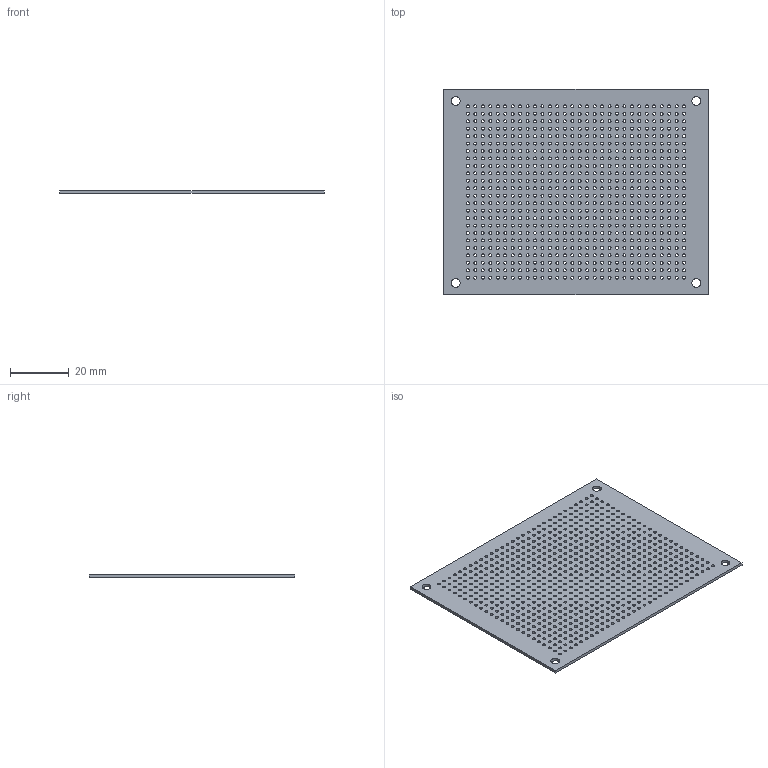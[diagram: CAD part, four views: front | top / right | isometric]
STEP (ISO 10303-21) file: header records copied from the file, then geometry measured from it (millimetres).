
FILE_DESCRIPTION(/* description */ ('STEP AP214'),/* implementation_level */ '2;1');
FILE_NAME(/* name */ '68f9777faa05e6786c12dbdf',/* time_stamp */ '2025-10-23T00:32:00Z',/* author */ (''),/* organization */ (''),/* preprocessor_version */ 'ST-DEVELOPER v20',/* originating_system */ 'ONSHAPE BY PTC INC, 1.205',/* authorisation */ ' ');
FILE_SCHEMA (('AUTOMOTIVE_DESIGN {1 0 10303 214 3 1 1}'));
Length unit declared in the file: metre
Products named in the file (1): Part 1
Bounding box: 90 x 70 x 1 mm (x, y, z)
Volume: 5706.2 mm3; surface area: 14032.1 mm2
Topology: 1 solids, 1 shells, 730 faces, 2184 edges, 1456 vertices
Faces by surface type: cylinder 724, plane 6
Full cylindrical faces by diameter (mm): 1 x720, 3 x4
Entity records: 24802 total; most frequent: DIRECTION 4370, CARTESIAN_POINT 3647, ORIENTED_EDGE 2920, EDGE_LOOP 2902, FACE_BOUND 2902, AXIS2_PLACEMENT_3D 2179, EDGE_CURVE 1460, VERTEX_POINT 1456
